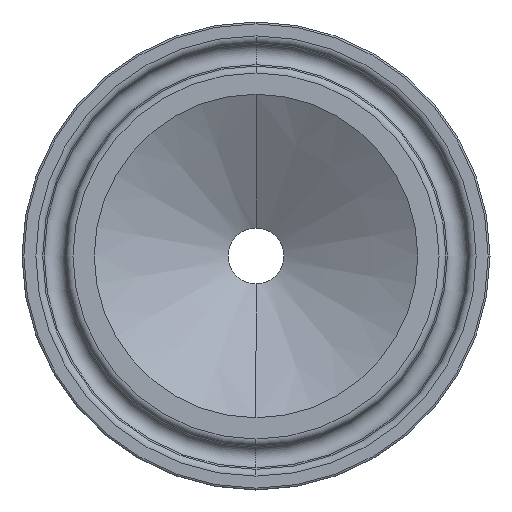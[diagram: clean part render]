
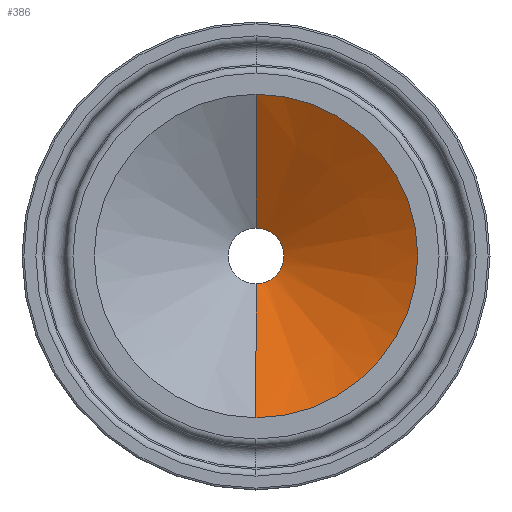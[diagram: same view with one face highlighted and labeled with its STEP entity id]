
A CAD part, left-side view. The second image highlights one B-rep face of the part: STEP entity #386.
In plain terms, the highlighted conical face has half-angle 61.03 degrees and reference radius 3 mm.
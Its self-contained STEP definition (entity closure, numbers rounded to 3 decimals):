
#16 = EDGE_CURVE ( 'NONE', #392, #840, #456, .T. ) ;
#98 = CARTESIAN_POINT ( 'NONE',  ( 8., 0., -3. ) ) ;
#188 = AXIS2_PLACEMENT_3D ( 'NONE', #1058, #811, #915 ) ;
#204 = DIRECTION ( 'NONE',  ( -1., 0., 0. ) ) ;
#224 = EDGE_CURVE ( 'NONE', #840, #807, #465, .T. ) ;
#256 = VECTOR ( 'NONE', #369, 1000. ) ;
#288 = CARTESIAN_POINT ( 'NONE',  ( 0., 0., 17.45 ) ) ;
#340 = FACE_OUTER_BOUND ( 'NONE', #565, .T. ) ;
#359 = DIRECTION ( 'NONE',  ( 0., 0., 1. ) ) ;
#369 = DIRECTION ( 'NONE',  ( -0.484, 0., -0.875 ) ) ;
#372 = DIRECTION ( 'NONE',  ( 0., 0., 1. ) ) ;
#386 = ADVANCED_FACE ( 'NONE', ( #340 ), #604, .F. ) ;
#392 = VERTEX_POINT ( 'NONE', #98 ) ;
#456 = CIRCLE ( 'NONE', #669, 3. ) ;
#457 = CARTESIAN_POINT ( 'NONE',  ( 8., 0., -3. ) ) ;
#465 = LINE ( 'NONE', #551, #812 ) ;
#467 = CARTESIAN_POINT ( 'NONE',  ( 0., 0., 0. ) ) ;
#500 = ORIENTED_EDGE ( 'NONE', *, *, #16, .F. ) ;
#509 = EDGE_CURVE ( 'NONE', #392, #582, #760, .T. ) ;
#522 = CARTESIAN_POINT ( 'NONE',  ( 8., 0., 0. ) ) ;
#551 = CARTESIAN_POINT ( 'NONE',  ( 8., 0., 3. ) ) ;
#563 = DIRECTION ( 'NONE',  ( -0.484, 0., 0.875 ) ) ;
#565 = EDGE_LOOP ( 'NONE', ( #500, #664, #750, #716 ) ) ;
#582 = VERTEX_POINT ( 'NONE', #1014 ) ;
#604 = CONICAL_SURFACE ( 'NONE', #188, 3., 1.065 ) ;
#616 = EDGE_CURVE ( 'NONE', #582, #807, #653, .T. ) ;
#653 = CIRCLE ( 'NONE', #794, 17.45 ) ;
#664 = ORIENTED_EDGE ( 'NONE', *, *, #509, .T. ) ;
#669 = AXIS2_PLACEMENT_3D ( 'NONE', #522, #842, #359 ) ;
#716 = ORIENTED_EDGE ( 'NONE', *, *, #224, .F. ) ;
#750 = ORIENTED_EDGE ( 'NONE', *, *, #616, .T. ) ;
#760 = LINE ( 'NONE', #457, #256 ) ;
#794 = AXIS2_PLACEMENT_3D ( 'NONE', #467, #204, #372 ) ;
#807 = VERTEX_POINT ( 'NONE', #288 ) ;
#811 = DIRECTION ( 'NONE',  ( -1., 0., 0. ) ) ;
#812 = VECTOR ( 'NONE', #563, 1000. ) ;
#840 = VERTEX_POINT ( 'NONE', #946 ) ;
#842 = DIRECTION ( 'NONE',  ( -1., 0., 0. ) ) ;
#915 = DIRECTION ( 'NONE',  ( 0., 0., 1. ) ) ;
#946 = CARTESIAN_POINT ( 'NONE',  ( 8., 0., 3. ) ) ;
#1014 = CARTESIAN_POINT ( 'NONE',  ( 0., 0., -17.45 ) ) ;
#1058 = CARTESIAN_POINT ( 'NONE',  ( 8., 0., 0. ) ) ;
